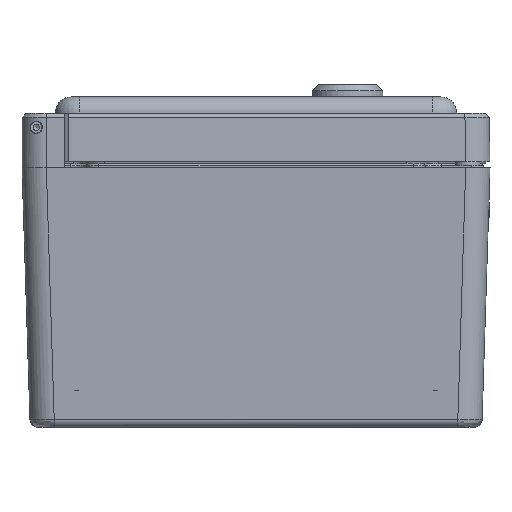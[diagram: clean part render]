
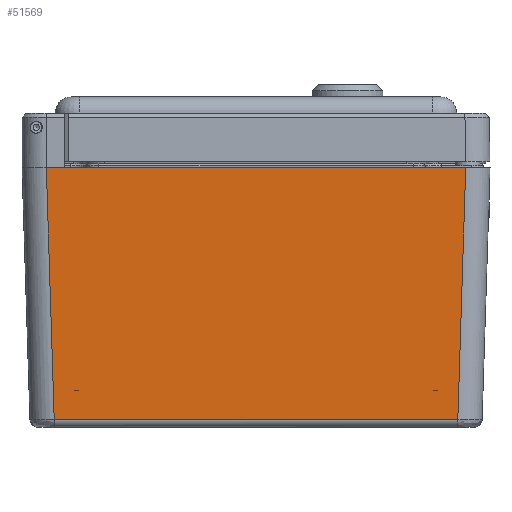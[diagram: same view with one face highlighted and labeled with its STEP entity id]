
A CAD part, front view. The second image highlights one B-rep face of the part: STEP entity #51569.
In plain terms, the highlighted planar face has unit normal (0, -1, -0.031).
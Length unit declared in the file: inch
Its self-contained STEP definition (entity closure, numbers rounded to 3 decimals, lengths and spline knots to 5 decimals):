
#4633 = AXIS2_PLACEMENT_3D ( 'NONE', #52582, #30541, #43608 ) ;
#4932 = VECTOR ( 'NONE', #13234, 39.37008 ) ;
#6633 = CARTESIAN_POINT ( 'NONE',  ( -3.23508, -4.23508, 4. ) ) ;
#8302 = CARTESIAN_POINT ( 'NONE',  ( 3.48438, -4.61008, 4. ) ) ;
#8987 = CARTESIAN_POINT ( 'NONE',  ( 1.74219, -4.48818, 0.12107 ) ) ;
#10880 = EDGE_LOOP ( 'NONE', ( #31164, #59421, #27665, #30532, #32783, #55487 ) ) ;
#12902 = DIRECTION ( 'NONE',  ( -1., 0., 0. ) ) ;
#13234 = DIRECTION ( 'NONE',  ( -0.031, 0.031, -0.999 ) ) ;
#14078 = CARTESIAN_POINT ( 'NONE',  ( -3.23527, -4.61008, 4. ) ) ;
#17965 = VECTOR ( 'NONE', #45598, 39.37008 ) ;
#18235 = VERTEX_POINT ( 'NONE', #44168 ) ;
#18286 = CARTESIAN_POINT ( 'NONE',  ( 3.23527, -4.61008, 4. ) ) ;
#18685 = LINE ( 'NONE', #22894, #17965 ) ;
#19087 = VERTEX_POINT ( 'NONE', #55654 ) ;
#21099 = PLANE ( 'NONE',  #4633 ) ;
#21665 = VECTOR ( 'NONE', #50146, 39.37008 ) ;
#22415 = LINE ( 'NONE', #42054, #30330 ) ;
#22894 = CARTESIAN_POINT ( 'NONE',  ( 3.48438, -4.61008, 4. ) ) ;
#24820 = CARTESIAN_POINT ( 'NONE',  ( -3.11336, -4.48818, 0.12107 ) ) ;
#26559 = FACE_OUTER_BOUND ( 'NONE', #10880, .T. ) ;
#27457 = VECTOR ( 'NONE', #12902, 39.37008 ) ;
#27665 = ORIENTED_EDGE ( 'NONE', *, *, #57002, .F. ) ;
#29728 = VERTEX_POINT ( 'NONE', #14078 ) ;
#30330 = VECTOR ( 'NONE', #41643, 39.37008 ) ;
#30532 = ORIENTED_EDGE ( 'NONE', *, *, #47073, .F. ) ;
#30541 = DIRECTION ( 'NONE',  ( 0., -1., -0.031 ) ) ;
#31164 = ORIENTED_EDGE ( 'NONE', *, *, #32748, .F. ) ;
#32340 = EDGE_CURVE ( 'NONE', #18235, #19087, #45451, .T. ) ;
#32748 = EDGE_CURVE ( 'NONE', #29728, #19087, #36418, .T. ) ;
#32783 = ORIENTED_EDGE ( 'NONE', *, *, #41224, .T. ) ;
#35179 = LINE ( 'NONE', #36355, #4932 ) ;
#36355 = CARTESIAN_POINT ( 'NONE',  ( 3.10551, -4.48032, -0.12889 ) ) ;
#36418 = CIRCLE ( 'NONE', #49976, 0.375 ) ;
#38971 = DIRECTION ( 'NONE',  ( 0., 0., 1. ) ) ;
#40605 = EDGE_CURVE ( 'NONE', #29728, #49545, #22415, .T. ) ;
#41224 = EDGE_CURVE ( 'NONE', #54840, #18235, #18685, .T. ) ;
#41643 = DIRECTION ( 'NONE',  ( 0.031, 0.031, -0.999 ) ) ;
#42054 = CARTESIAN_POINT ( 'NONE',  ( -3.23527, -4.61008, 4. ) ) ;
#43222 = LINE ( 'NONE', #8987, #21665 ) ;
#43607 = DIRECTION ( 'NONE',  ( 0., 1., 0. ) ) ;
#43608 = DIRECTION ( 'NONE',  ( 0., -0.031, 1. ) ) ;
#44011 = VERTEX_POINT ( 'NONE', #53673 ) ;
#44168 = CARTESIAN_POINT ( 'NONE',  ( -2.95383, -4.61008, 4. ) ) ;
#45451 = LINE ( 'NONE', #8302, #27457 ) ;
#45598 = DIRECTION ( 'NONE',  ( -1., 0., 0. ) ) ;
#47073 = EDGE_CURVE ( 'NONE', #54840, #44011, #35179, .T. ) ;
#49545 = VERTEX_POINT ( 'NONE', #24820 ) ;
#49976 = AXIS2_PLACEMENT_3D ( 'NONE', #6633, #38971, #43607 ) ;
#50146 = DIRECTION ( 'NONE',  ( -1., 0., 0. ) ) ;
#51569 = ADVANCED_FACE ( 'NONE', ( #26559 ), #21099, .T. ) ;
#52582 = CARTESIAN_POINT ( 'NONE',  ( 3.48438, -4.48438, 0. ) ) ;
#53673 = CARTESIAN_POINT ( 'NONE',  ( 3.11336, -4.48818, 0.12107 ) ) ;
#54840 = VERTEX_POINT ( 'NONE', #18286 ) ;
#55487 = ORIENTED_EDGE ( 'NONE', *, *, #32340, .T. ) ;
#55654 = CARTESIAN_POINT ( 'NONE',  ( -3.23508, -4.61008, 4. ) ) ;
#57002 = EDGE_CURVE ( 'NONE', #44011, #49545, #43222, .T. ) ;
#59421 = ORIENTED_EDGE ( 'NONE', *, *, #40605, .T. ) ;
